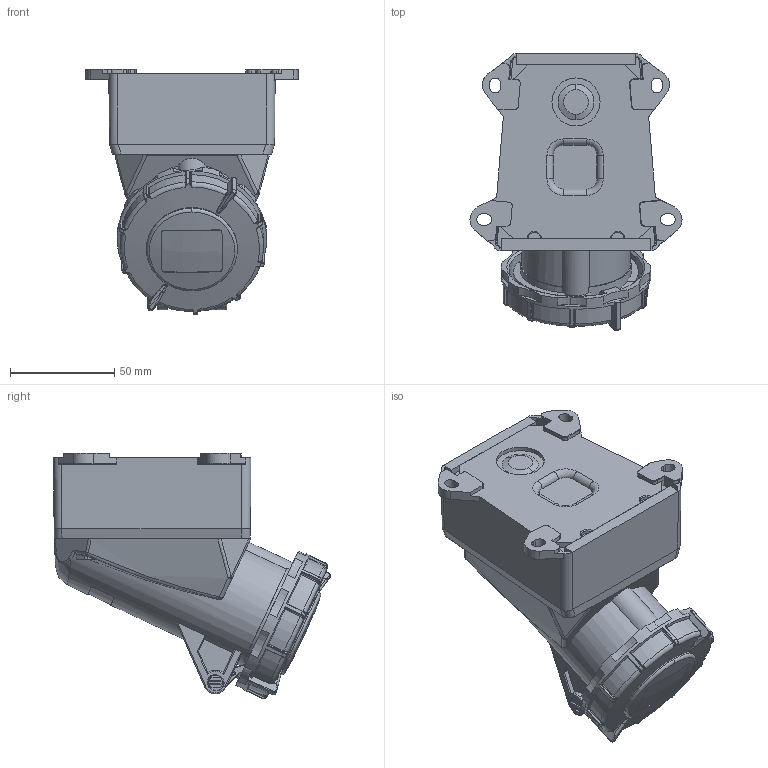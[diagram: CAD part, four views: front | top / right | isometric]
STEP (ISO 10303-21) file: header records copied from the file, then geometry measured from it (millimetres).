
FILE_DESCRIPTION (( 'STEP AP203' ), '1' );
FILE_NAME ('DIS5181653T (WS 3p 16ﾀ 230ﾂ IP67).STEP', '2024-08-21T04:51:55', ( '' ), ( '' ), 'SwSTEP 2.0', 'SolidWorks 2022', '' );
FILE_SCHEMA (( 'CONFIG_CONTROL_DESIGN' ));
Length unit declared in the file: millimetre
Products named in the file (1): DIS5181653T (WS 3p 16А 230В IP67)
Bounding box: 101.55 x 132.69 x 117.48 mm (x, y, z)
Volume: 524597.9 mm3; surface area: 69760.1 mm2
Topology: 1 solids, 9 shells, 1321 faces, 3371 edges, 2044 vertices
Faces by surface type: cylinder 459, plane 322, bspline 224, torus 161, sphere 100, cone 55
Entity records: 47832 total; most frequent: CARTESIAN_POINT 18646, ORIENTED_EDGE 6628, DIRECTION 5543, EDGE_CURVE 3314, AXIS2_PLACEMENT_3D 2254, VERTEX_POINT 2026, EDGE_LOOP 1348, FACE_OUTER_BOUND 1321
